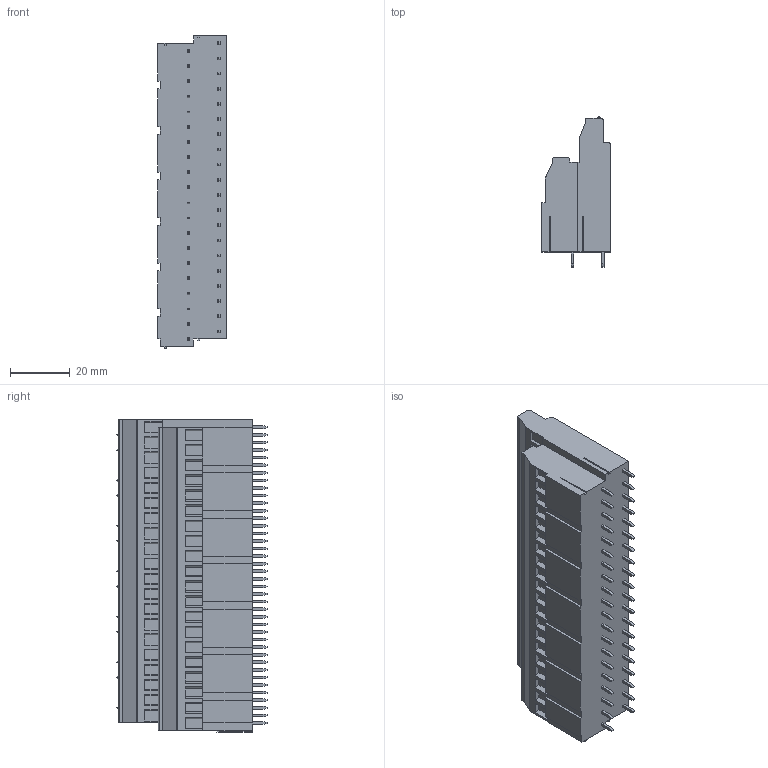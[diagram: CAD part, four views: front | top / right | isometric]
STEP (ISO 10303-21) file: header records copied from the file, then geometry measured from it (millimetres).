
FILE_DESCRIPTION((''),'2;1');
FILE_NAME('TL324VH2','2024-12-26T',('yanfa'),(''),'PRO/ENGINEER BY PARAMETRIC TECHNOLOGY CORPORATION, 2009280','PRO/ENGINEER BY PARAMETRIC TECHNOLOGY CORPORATION, 2009280','');
FILE_SCHEMA(('AUTOMOTIVE_DESIGN_CC2 { 1 2 10303 214 -1 1 5 2 }'));
Length unit declared in the file: millimetre
Products named in the file (1): TL324VH2
Bounding box: 23.1 x 50.3 x 104.74 mm (x, y, z)
Volume: 78891.7 mm3; surface area: 19894.8 mm2
Topology: 1 solids, 1 shells, 1153 faces, 3209 edges, 2125 vertices
Faces by surface type: plane 872, cylinder 175, torus 80, sphere 26
Entity records: 37171 total; most frequent: CARTESIAN_POINT 7341, ORIENTED_EDGE 6366, DIRECTION 5971, EDGE_CURVE 3183, VECTOR 2381, LINE 2381, VERTEX_POINT 2125, AXIS2_PLACEMENT_3D 1795
